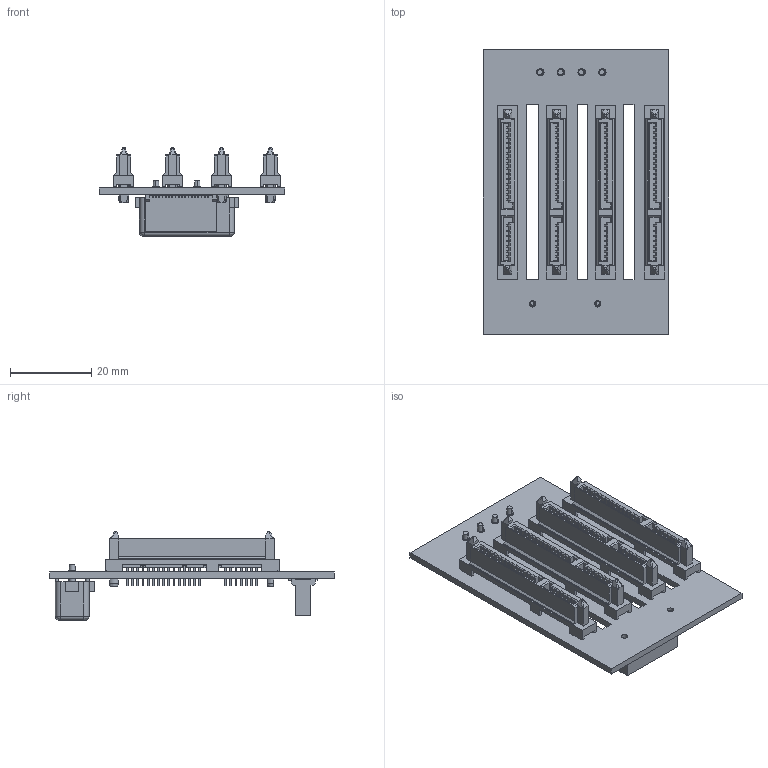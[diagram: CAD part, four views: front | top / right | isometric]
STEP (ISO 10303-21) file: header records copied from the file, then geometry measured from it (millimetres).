
FILE_DESCRIPTION(('KiCad electronic assembly'),'2;1');
FILE_NAME('SSDTray.step','2025-02-14T16:32:30',('Pcbnew'),('Kicad'), 'Open CASCADE STEP processor 7.8','KiCad to STEP converter','Unknown' );
FILE_SCHEMA(('AUTOMOTIVE_DESIGN { 1 0 10303 214 1 1 1 1 }'));
Length unit declared in the file: millimetre
Products named in the file (8): SSDTray 1; 877791001; c-1888020-4-a-3d; C-1888020-4; c-350211-1-af-3d; C-350211-1; SSDTray_PCB
Assembly tree (10 placements, depth 3):
  SSDTray 1
    877791001  x4
      877791001
    c-1888020-4-a-3d
      C-1888020-4
    c-350211-1-af-3d
      C-350211-1
    SSDTray_PCB
Bounding box: 45.5 x 69.85 x 21.8 mm (x, y, z)
Volume: 9435.3 mm3; surface area: 16437.1 mm2
Topology: 7 solids, 7 shells, 3003 faces, 8137 edges, 5529 vertices
Faces by surface type: plane 2181, cylinder 788, cone 22, bspline 12
Full cylindrical faces by diameter (mm): 0.762 x88, 1.55 x2, 1.778 x4, 2.311 x4, 2.591 x4
Entity records: 54058 total; most frequent: CARTESIAN_POINT 9757, DIRECTION 9299, ORIENTED_EDGE 9072, EDGE_CURVE 4536, LINE 3181, VECTOR 3181, AXIS2_PLACEMENT_3D 3059, VERTEX_POINT 2979
